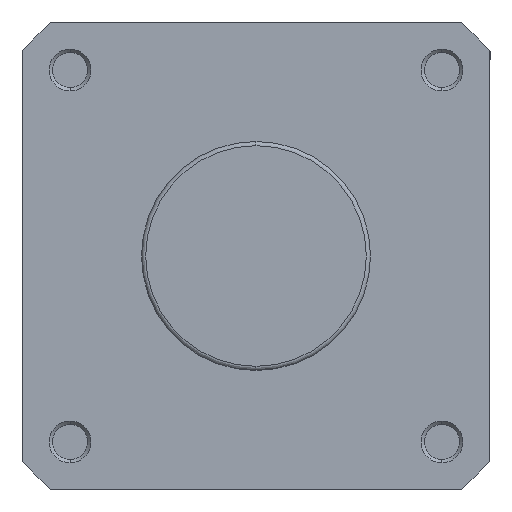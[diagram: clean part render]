
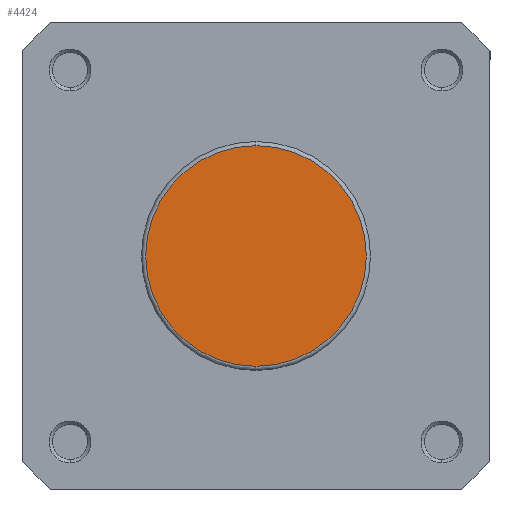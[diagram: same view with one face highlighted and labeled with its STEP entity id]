
A CAD part, left-side view. The second image highlights one B-rep face of the part: STEP entity #4424.
In plain terms, the highlighted planar face has unit normal (-1, 0, 0).
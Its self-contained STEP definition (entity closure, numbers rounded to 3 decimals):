
#324 = FACE_OUTER_BOUND ( 'NONE', #4274, .T. ) ;
#1283 = VERTEX_POINT ( 'NONE', #1586 ) ;
#1302 = VERTEX_POINT ( 'NONE', #1605 ) ;
#1586 = CARTESIAN_POINT ( 'NONE',  ( 0., 0., -26.4 ) ) ;
#1605 = CARTESIAN_POINT ( 'NONE',  ( 0., 0., 26.4 ) ) ;
#2335 = CARTESIAN_POINT ( 'NONE',  ( 0., 27.4, 0. ) ) ;
#2344 = PLANE ( 'NONE',  #5766 ) ;
#2360 = DIRECTION ( 'NONE',  ( 1., 0., 0. ) ) ;
#2361 = DIRECTION ( 'NONE',  ( 0., 0., -1. ) ) ;
#3652 = AXIS2_PLACEMENT_3D ( 'NONE', #3910, #3911, #3912 ) ;
#3680 = AXIS2_PLACEMENT_3D ( 'NONE', #4047, #4054, #4055 ) ;
#3753 = CIRCLE ( 'NONE', #3652, 26.4 ) ;
#3835 = CIRCLE ( 'NONE', #3680, 26.4 ) ;
#3910 = CARTESIAN_POINT ( 'NONE',  ( 0., 0., 0. ) ) ;
#3911 = DIRECTION ( 'NONE',  ( -1., 0., 0. ) ) ;
#3912 = DIRECTION ( 'NONE',  ( 0., 0., -1. ) ) ;
#4047 = CARTESIAN_POINT ( 'NONE',  ( 0., 0., 0. ) ) ;
#4054 = DIRECTION ( 'NONE',  ( -1., 0., 0. ) ) ;
#4055 = DIRECTION ( 'NONE',  ( 0., 0., -1. ) ) ;
#4274 = EDGE_LOOP ( 'NONE', ( #6077, #6026 ) ) ;
#4424 = ADVANCED_FACE ( 'NONE', ( #324 ), #2344, .F. ) ;
#5046 = EDGE_CURVE ( 'NONE', #1302, #1283, #3753, .T. ) ;
#5103 = EDGE_CURVE ( 'NONE', #1283, #1302, #3835, .T. ) ;
#5766 = AXIS2_PLACEMENT_3D ( 'NONE', #2335, #2360, #2361 ) ;
#6026 = ORIENTED_EDGE ( 'NONE', *, *, #5046, .T. ) ;
#6077 = ORIENTED_EDGE ( 'NONE', *, *, #5103, .T. ) ;
